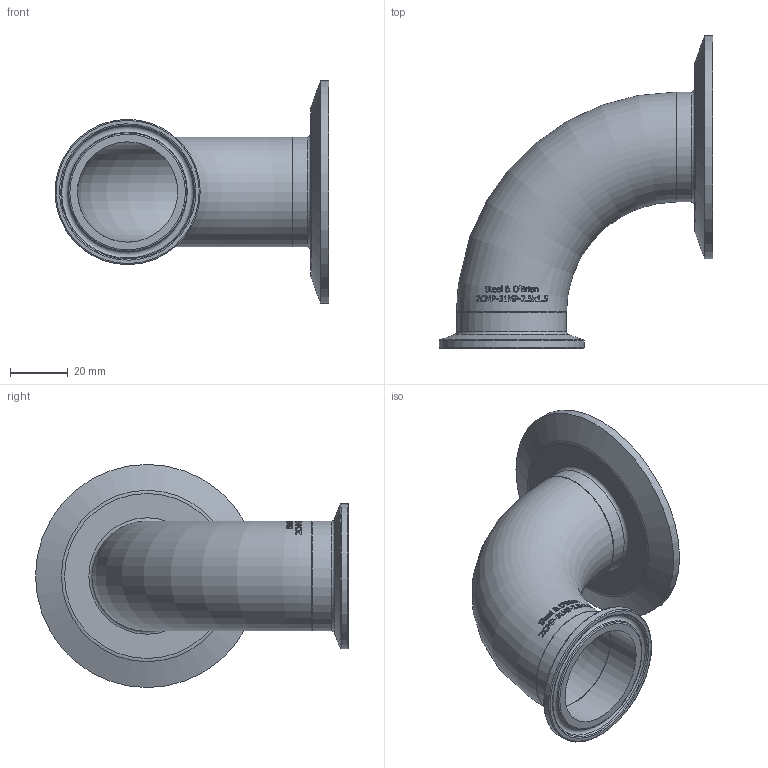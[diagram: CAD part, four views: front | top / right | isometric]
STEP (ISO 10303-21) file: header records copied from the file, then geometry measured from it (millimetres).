
FILE_DESCRIPTION(/* description */ (''),/* implementation_level */ '2;1');
FILE_NAME(/* name */ '2CMP-31MP-2.5X1.5.stp',/* time_stamp */ '2022-02-22T17:24:24-05:00',/* author */ ('rick'),/* organization */ (''),/* preprocessor_version */ 'ST-DEVELOPER v18.1',/* originating_system */ 'Autodesk Inventor 2020',/* authorisation */ '');
FILE_SCHEMA (('AUTOMOTIVE_DESIGN { 1 0 10303 214 3 1 1 }'));
Length unit declared in the file: inch
Products named in the file (1): 2CMP-31MP-2.5X1.5
Bounding box: 95.04 x 108.55 x 77.39 mm (x, y, z)
Volume: 42835 mm3; surface area: 36101.9 mm2
Topology: 1 solids, 1 shells, 507 faces, 1408 edges, 951 vertices
Faces by surface type: bspline 220, plane 217, torus 58, cylinder 6, cone 6
Full cylindrical faces by diameter (mm): 34.798 x2, 38.1 x2, 50.394 x1, 77.394 x1
Entity records: 21154 total; most frequent: CARTESIAN_POINT 10251, ORIENTED_EDGE 2816, EDGE_CURVE 1408, DIRECTION 1240, VERTEX_POINT 951, B_SPLINE_CURVE_WITH_KNOTS 856, EDGE_LOOP 557, FACE_OUTER_BOUND 507
